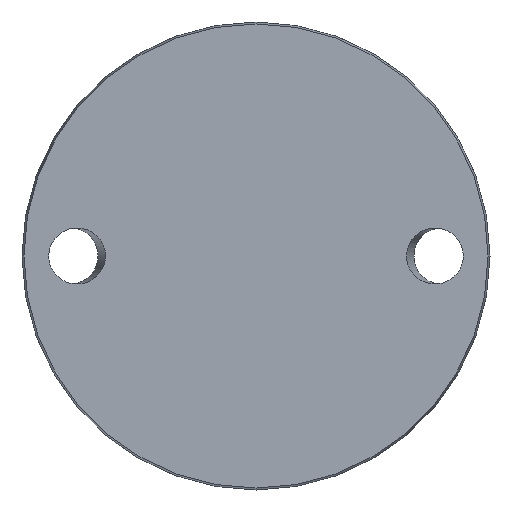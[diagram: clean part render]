
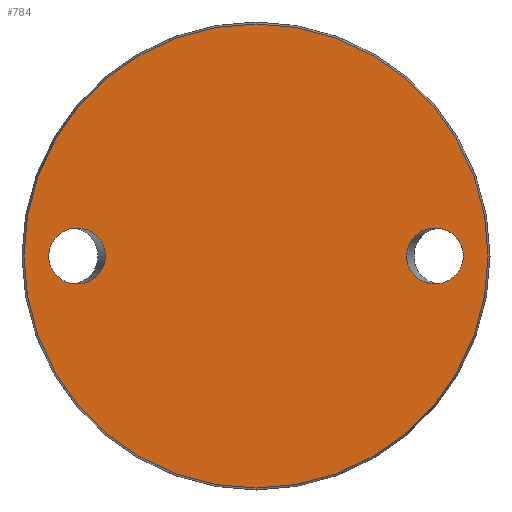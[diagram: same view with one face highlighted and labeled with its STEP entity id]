
A CAD part, front view. The second image highlights one B-rep face of the part: STEP entity #784.
In plain terms, the highlighted planar face has unit normal (0, -1, 0).
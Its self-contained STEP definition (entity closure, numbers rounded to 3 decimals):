
#26 = EDGE_CURVE ( 'NONE', #786, #786, #314, .T. ) ;
#36 = CARTESIAN_POINT ( 'NONE',  ( -44.385, 0., -16.5 ) ) ;
#90 = VERTEX_POINT ( 'NONE', #800 ) ;
#102 = CARTESIAN_POINT ( 'NONE',  ( -44.385, 0., 16.5 ) ) ;
#152 = EDGE_CURVE ( 'NONE', #563, #563, #561, .T. ) ;
#196 = CARTESIAN_POINT ( 'NONE',  ( 61.115, 0., 0. ) ) ;
#268 = CARTESIAN_POINT ( 'NONE',  ( 61.115, 0., -16.5 ) ) ;
#277 = CARTESIAN_POINT ( 'NONE',  ( 44.385, 0., 0. ) ) ;
#287 = DIRECTION ( 'NONE',  ( 0., 0., -1. ) ) ;
#314 =( BOUNDED_CURVE ( )  B_SPLINE_CURVE ( 3, ( #490, #733, #102, #419, #36, #818, #658 ),
 .UNSPECIFIED., .T., .T. ) 
 B_SPLINE_CURVE_WITH_KNOTS ( ( 4, 3, 4 ),
 ( 0., 3.142, 6.283 ),
 .UNSPECIFIED. ) 
 CURVE ( )  GEOMETRIC_REPRESENTATION_ITEM ( )  RATIONAL_B_SPLINE_CURVE ( ( 1., 0.333, 0.333, 1., 0.333, 0.333, 1. ) ) 
 REPRESENTATION_ITEM ( '' )  );
#316 = CARTESIAN_POINT ( 'NONE',  ( 44.385, 0., 0. ) ) ;
#333 = EDGE_CURVE ( 'NONE', #90, #90, #443, .T. ) ;
#355 = ORIENTED_EDGE ( 'NONE', *, *, #26, .T. ) ;
#385 = PLANE ( 'NONE',  #444 ) ;
#419 = CARTESIAN_POINT ( 'NONE',  ( -44.385, 0., 0. ) ) ;
#434 = EDGE_LOOP ( 'NONE', ( #355 ) ) ;
#443 = CIRCLE ( 'NONE', #1037, 68.425 ) ;
#444 = AXIS2_PLACEMENT_3D ( 'NONE', #620, #541, #1031 ) ;
#476 = CARTESIAN_POINT ( 'NONE',  ( -61.115, 0., 0. ) ) ;
#490 = CARTESIAN_POINT ( 'NONE',  ( -61.115, 0., 0. ) ) ;
#523 = EDGE_LOOP ( 'NONE', ( #906 ) ) ;
#533 = CARTESIAN_POINT ( 'NONE',  ( 44.385, 0., 0. ) ) ;
#541 = DIRECTION ( 'NONE',  ( 0., 1., 0. ) ) ;
#561 =( BOUNDED_CURVE ( )  B_SPLINE_CURVE ( 3, ( #277, #670, #268, #196, #758, #586, #533 ),
 .UNSPECIFIED., .T., .F. ) 
 B_SPLINE_CURVE_WITH_KNOTS ( ( 4, 3, 4 ),
 ( 0., 3.142, 6.283 ),
 .UNSPECIFIED. ) 
 CURVE ( )  GEOMETRIC_REPRESENTATION_ITEM ( )  RATIONAL_B_SPLINE_CURVE ( ( 1., 0.333, 0.333, 1., 0.333, 0.333, 1. ) ) 
 REPRESENTATION_ITEM ( '' )  );
#563 = VERTEX_POINT ( 'NONE', #316 ) ;
#586 = CARTESIAN_POINT ( 'NONE',  ( 44.385, 0., 16.5 ) ) ;
#607 = CARTESIAN_POINT ( 'NONE',  ( 0., 0., 0. ) ) ;
#620 = CARTESIAN_POINT ( 'NONE',  ( -68.425, 0., 0. ) ) ;
#658 = CARTESIAN_POINT ( 'NONE',  ( -61.115, 0., 0. ) ) ;
#667 = EDGE_LOOP ( 'NONE', ( #754 ) ) ;
#670 = CARTESIAN_POINT ( 'NONE',  ( 44.385, 0., -16.5 ) ) ;
#733 = CARTESIAN_POINT ( 'NONE',  ( -61.115, 0., 16.5 ) ) ;
#754 = ORIENTED_EDGE ( 'NONE', *, *, #333, .T. ) ;
#758 = CARTESIAN_POINT ( 'NONE',  ( 61.115, 0., 16.5 ) ) ;
#782 = FACE_BOUND ( 'NONE', #434, .T. ) ;
#784 = ADVANCED_FACE ( 'NONE', ( #782, #854, #933 ), #385, .F. ) ;
#786 = VERTEX_POINT ( 'NONE', #476 ) ;
#800 = CARTESIAN_POINT ( 'NONE',  ( 0., 0., -68.425 ) ) ;
#818 = CARTESIAN_POINT ( 'NONE',  ( -61.115, 0., -16.5 ) ) ;
#854 = FACE_BOUND ( 'NONE', #523, .T. ) ;
#906 = ORIENTED_EDGE ( 'NONE', *, *, #152, .F. ) ;
#933 = FACE_OUTER_BOUND ( 'NONE', #667, .T. ) ;
#1017 = DIRECTION ( 'NONE',  ( 0., -1., 0. ) ) ;
#1031 = DIRECTION ( 'NONE',  ( 0., 0., 1. ) ) ;
#1037 = AXIS2_PLACEMENT_3D ( 'NONE', #607, #1017, #287 ) ;
